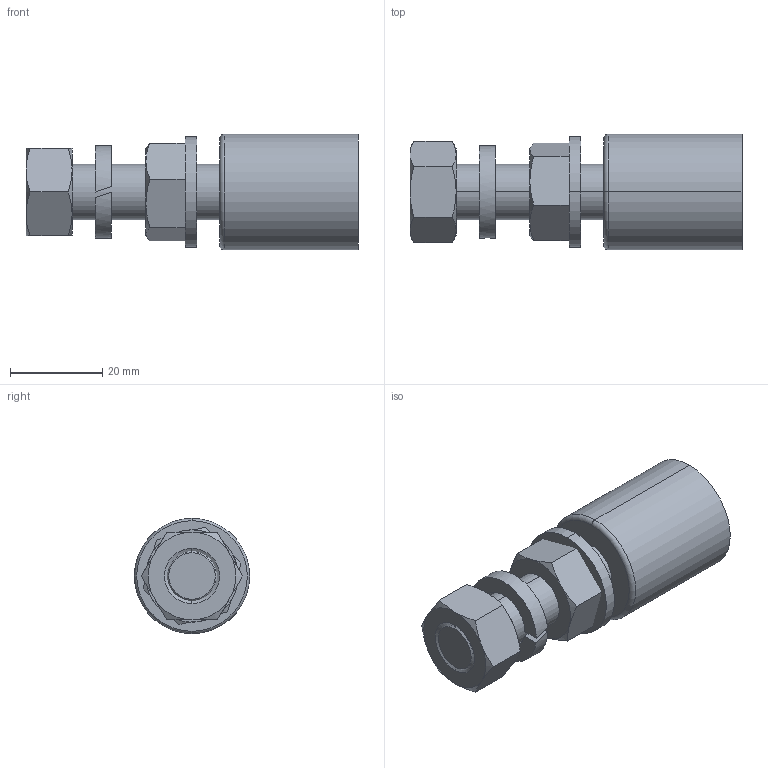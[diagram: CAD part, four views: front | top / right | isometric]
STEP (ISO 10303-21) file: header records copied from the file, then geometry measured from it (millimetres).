
FILE_DESCRIPTION (( 'STEP AP214' ), '1' );
FILE_NAME ('0026855.step', '2023-05-12T09:47:45', ( '' ), ( '' ), 'SwSTEP 2.0', 'SolidWorks 2020', '' );
FILE_SCHEMA (( 'AUTOMOTIVE_DESIGN' ));
Length unit declared in the file: millimetre
Products named in the file (1): 0026855
Bounding box: 72 x 25 x 25 mm (x, y, z)
Volume: 24103.5 mm3; surface area: 12416.5 mm2
Topology: 6 solids, 6 shells, 105 faces, 224 edges, 131 vertices
Faces by surface type: plane 39, cone 38, cylinder 22, torus 6
Entity records: 4226 total; most frequent: CARTESIAN_POINT 759, DIRECTION 478, ORIENTED_EDGE 444, EDGE_CURVE 222, AXIS2_PLACEMENT_3D 202, VERTEX_POINT 131, EDGE_LOOP 115, UNCERTAINTY_MEASURE_WITH_UNIT 113
